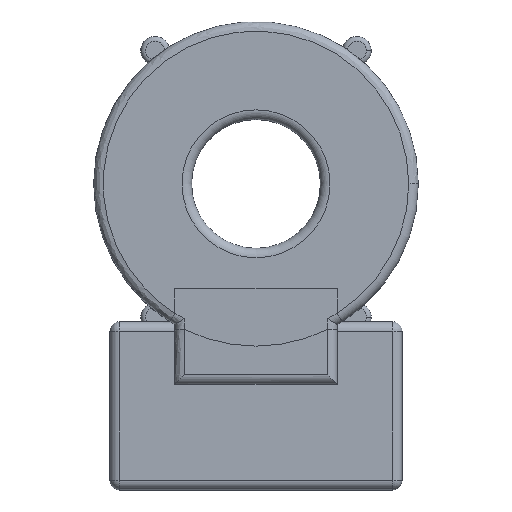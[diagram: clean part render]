
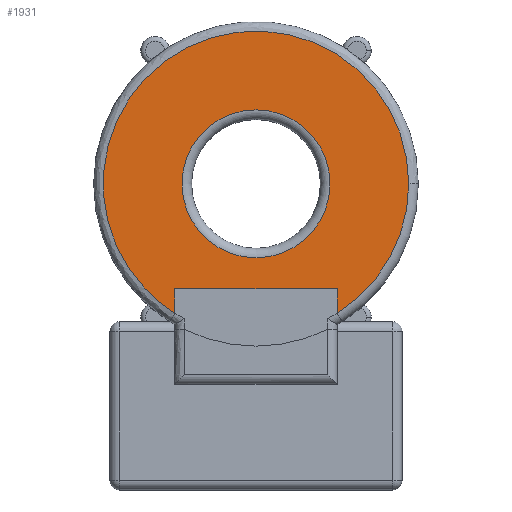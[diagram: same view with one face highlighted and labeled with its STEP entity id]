
A CAD part, top view. The second image highlights one B-rep face of the part: STEP entity #1931.
In plain terms, the highlighted planar face has unit normal (0, 0, 1).
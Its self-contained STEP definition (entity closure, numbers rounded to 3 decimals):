
#770 = VERTEX_POINT('',#771);
#771 = CARTESIAN_POINT('',(-8.5,-13.555,12.));
#966 = VERTEX_POINT('',#967);
#967 = CARTESIAN_POINT('',(16.,0.,12.));
#976 = EDGE_CURVE('',#966,#770,#977,.T.);
#977 = ( BOUNDED_CURVE() B_SPLINE_CURVE(12,(#978,#979,#980,#981,#982,
    #983,#984,#985,#986,#987,#988,#989,#990),.UNSPECIFIED.,.F.,.F.) 
B_SPLINE_CURVE_WITH_KNOTS((13,13),(17.802,88.391),
.PIECEWISE_BEZIER_KNOTS.) CURVE() GEOMETRIC_REPRESENTATION_ITEM() 
RATIONAL_B_SPLINE_CURVE((1.,1.,1.,1.,
    1.,1.,1.,1.,
1.,1.,1.,1.,1.)) REPRESENTATION_ITEM('') );
#978 = CARTESIAN_POINT('',(16.,0.,12.));
#979 = CARTESIAN_POINT('',(16.,5.528,12.));
#980 = CARTESIAN_POINT('',(13.916,11.072,12.));
#981 = CARTESIAN_POINT('',(9.731,15.748,12.));
#982 = CARTESIAN_POINT('',(3.852,18.674,12.));
#983 = CARTESIAN_POINT('',(-2.887,19.2,12.));
#984 = CARTESIAN_POINT('',(-9.465,17.131,12.));
#985 = CARTESIAN_POINT('',(-14.751,12.644,12.));
#986 = CARTESIAN_POINT('',(-17.855,6.651,12.));
#987 = CARTESIAN_POINT('',(-18.509,0.132,12.));
#988 = CARTESIAN_POINT('',(-16.779,-5.903,12.));
#989 = CARTESIAN_POINT('',(-13.185,-10.618,12.));
#990 = CARTESIAN_POINT('',(-8.5,-13.555,12.));
#1837 = EDGE_CURVE('',#770,#1838,#1840,.T.);
#1838 = VERTEX_POINT('',#1839);
#1839 = CARTESIAN_POINT('',(-8.5,-11.,12.));
#1840 = LINE('',#1841,#1842);
#1841 = CARTESIAN_POINT('',(-8.5,-10.5,12.));
#1842 = VECTOR('',#1843,1.);
#1843 = DIRECTION('',(0.,1.,0.));
#1864 = VERTEX_POINT('',#1865);
#1865 = CARTESIAN_POINT('',(8.5,-13.555,12.));
#1890 = EDGE_CURVE('',#1891,#1864,#1893,.T.);
#1891 = VERTEX_POINT('',#1892);
#1892 = CARTESIAN_POINT('',(8.5,-11.,12.));
#1893 = LINE('',#1894,#1895);
#1894 = CARTESIAN_POINT('',(8.5,-5.5,12.));
#1895 = VECTOR('',#1896,1.);
#1896 = DIRECTION('',(0.,-1.,0.));
#1898 = EDGE_CURVE('',#1838,#1891,#1899,.T.);
#1899 = LINE('',#1900,#1901);
#1900 = CARTESIAN_POINT('',(-4.25,-11.,12.));
#1901 = VECTOR('',#1902,1.);
#1902 = DIRECTION('',(1.,0.,0.));
#1918 = EDGE_CURVE('',#1864,#966,#1919,.T.);
#1919 = CIRCLE('',#1920,16.);
#1920 = AXIS2_PLACEMENT_3D('',#1921,#1922,#1923);
#1921 = CARTESIAN_POINT('',(0.,0.,12.));
#1922 = DIRECTION('',(-0.,0.,1.));
#1923 = DIRECTION('',(0.5,-0.866,0.));
#1931 = ADVANCED_FACE('',(#1932,#1939),#1950,.T.);
#1932 = FACE_BOUND('',#1933,.T.);
#1933 = EDGE_LOOP('',(#1934,#1935,#1936,#1937,#1938));
#1934 = ORIENTED_EDGE('',*,*,#1890,.T.);
#1935 = ORIENTED_EDGE('',*,*,#1918,.T.);
#1936 = ORIENTED_EDGE('',*,*,#976,.T.);
#1937 = ORIENTED_EDGE('',*,*,#1837,.T.);
#1938 = ORIENTED_EDGE('',*,*,#1898,.T.);
#1939 = FACE_BOUND('',#1940,.T.);
#1940 = EDGE_LOOP('',(#1941));
#1941 = ORIENTED_EDGE('',*,*,#1942,.F.);
#1942 = EDGE_CURVE('',#1943,#1943,#1945,.T.);
#1943 = VERTEX_POINT('',#1944);
#1944 = CARTESIAN_POINT('',(7.75,0.,12.));
#1945 = CIRCLE('',#1946,7.75);
#1946 = AXIS2_PLACEMENT_3D('',#1947,#1948,#1949);
#1947 = CARTESIAN_POINT('',(0.,0.,12.));
#1948 = DIRECTION('',(0.,0.,1.));
#1949 = DIRECTION('',(1.,0.,0.));
#1950 = PLANE('',#1951);
#1951 = AXIS2_PLACEMENT_3D('',#1952,#1953,#1954);
#1952 = CARTESIAN_POINT('',(0.,0.,12.));
#1953 = DIRECTION('',(0.,0.,1.));
#1954 = DIRECTION('',(1.,0.,0.));
